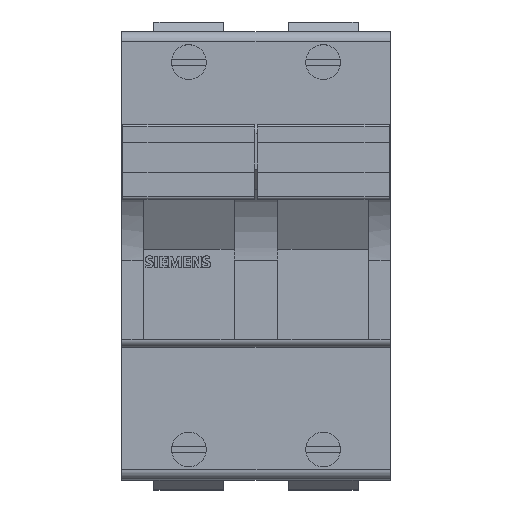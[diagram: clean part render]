
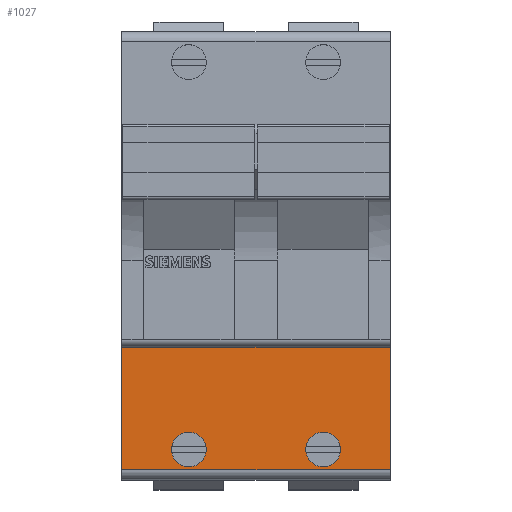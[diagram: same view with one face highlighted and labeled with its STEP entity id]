
A CAD part, top view. The second image highlights one B-rep face of the part: STEP entity #1027.
In plain terms, the highlighted planar face has unit normal (0, 0, 1).
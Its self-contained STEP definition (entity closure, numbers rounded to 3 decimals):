
#1027=ADVANCED_FACE('',(#2699,#2700,#2701),#2702,.T.);
#2699=FACE_BOUND('',#5025,.T.);
#2700=FACE_OUTER_BOUND('',#5026,.T.);
#2701=FACE_BOUND('',#5027,.T.);
#2702=PLANE('',#5028);
#5025=EDGE_LOOP('',(#8399,#8400));
#5026=EDGE_LOOP('',(#8401,#8402,#8403,#8404));
#5027=EDGE_LOOP('',(#8405,#8406));
#5028=AXIS2_PLACEMENT_3D('',#8407,#8408,#8409);
#8399=ORIENTED_EDGE('',*,*,#14842,.F.);
#8400=ORIENTED_EDGE('',*,*,#14132,.F.);
#8401=ORIENTED_EDGE('',*,*,#14840,.F.);
#8402=ORIENTED_EDGE('',*,*,#14843,.F.);
#8403=ORIENTED_EDGE('',*,*,#14844,.T.);
#8404=ORIENTED_EDGE('',*,*,#14371,.F.);
#8405=ORIENTED_EDGE('',*,*,#14845,.F.);
#8406=ORIENTED_EDGE('',*,*,#14005,.F.);
#8407=CARTESIAN_POINT('',(13.5,28.6,48.7));
#8408=DIRECTION('',(0.,0.,1.0));
#8409=DIRECTION('',(-1.0,0.0,0.));
#14005=EDGE_CURVE('',#16760,#16763,#16764,.T.);
#14132=EDGE_CURVE('',#16992,#16995,#16996,.T.);
#14371=EDGE_CURVE('',#17437,#17439,#17440,.T.);
#14840=EDGE_CURVE('',#18196,#17437,#18198,.T.);
#14842=EDGE_CURVE('',#16995,#16992,#18200,.T.);
#14843=EDGE_CURVE('',#18201,#18196,#18202,.T.);
#14844=EDGE_CURVE('',#18201,#17439,#18203,.T.);
#14845=EDGE_CURVE('',#16763,#16760,#18204,.T.);
#16760=VERTEX_POINT('',#20832);
#16763=VERTEX_POINT('',#20836);
#16764=CIRCLE('',#20837,3.5);
#16992=VERTEX_POINT('',#21116);
#16995=VERTEX_POINT('',#21120);
#16996=CIRCLE('',#21121,3.5);
#17437=VERTEX_POINT('',#21831);
#17439=VERTEX_POINT('',#21833);
#17440=LINE('',#21834,#21835);
#18196=VERTEX_POINT('',#22965);
#18198=LINE('',#22967,#22968);
#18200=CIRCLE('',#22970,3.5);
#18201=VERTEX_POINT('',#22971);
#18202=LINE('',#22972,#22973);
#18203=LINE('',#22974,#22975);
#18204=CIRCLE('',#22976,3.5);
#20832=CARTESIAN_POINT('',(40.5,4.6,48.7));
#20836=CARTESIAN_POINT('',(40.5,11.6,48.7));
#20837=AXIS2_PLACEMENT_3D('',#26837,#26838,#26839);
#21116=CARTESIAN_POINT('',(13.5,4.6,48.7));
#21120=CARTESIAN_POINT('',(13.5,11.6,48.7));
#21121=AXIS2_PLACEMENT_3D('',#27048,#27049,#27050);
#21831=CARTESIAN_POINT('',(0.,4.0,48.7));
#21833=CARTESIAN_POINT('',(0.0,28.6,48.7));
#21834=CARTESIAN_POINT('',(0.,4.0,48.7));
#21835=VECTOR('',#27306,1.0);
#22965=CARTESIAN_POINT('',(54.,4.0,48.7));
#22967=CARTESIAN_POINT('',(0.,4.0,48.7));
#22968=VECTOR('',#27711,1.0);
#22970=AXIS2_PLACEMENT_3D('',#27712,#27713,#27714);
#22971=CARTESIAN_POINT('',(54.0,28.6,48.7));
#22972=CARTESIAN_POINT('',(54.0,28.6,48.7));
#22973=VECTOR('',#27715,1.0);
#22974=CARTESIAN_POINT('',(0.0,28.6,48.7));
#22975=VECTOR('',#27716,1.0);
#22976=AXIS2_PLACEMENT_3D('',#27717,#27718,#27719);
#26837=CARTESIAN_POINT('',(40.5,8.1,48.7));
#26838=DIRECTION('',(0.,0.,1.0));
#26839=DIRECTION('',(0.,1.0,0.));
#27048=CARTESIAN_POINT('',(13.5,8.1,48.7));
#27049=DIRECTION('',(0.,0.,1.0));
#27050=DIRECTION('',(0.,1.0,0.));
#27306=DIRECTION('',(0.,1.0,0.));
#27711=DIRECTION('',(-1.0,0.,0.));
#27712=CARTESIAN_POINT('',(13.5,8.1,48.7));
#27713=DIRECTION('',(0.,0.,1.0));
#27714=DIRECTION('',(0.,1.0,0.));
#27715=DIRECTION('',(0.,-1.0,0.));
#27716=DIRECTION('',(-1.0,0.,0.));
#27717=CARTESIAN_POINT('',(40.5,8.1,48.7));
#27718=DIRECTION('',(0.,0.,1.0));
#27719=DIRECTION('',(0.,1.0,0.));
